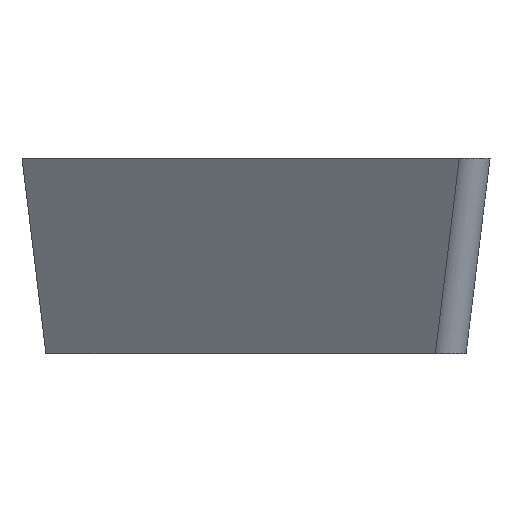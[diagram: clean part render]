
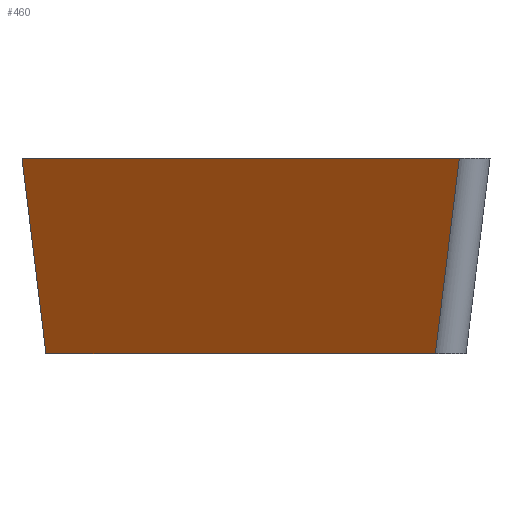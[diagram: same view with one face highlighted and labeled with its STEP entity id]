
A CAD part, left-side view. The second image highlights one B-rep face of the part: STEP entity #460.
In plain terms, the highlighted planar face has unit normal (-0.813, 0.569, -0.122).
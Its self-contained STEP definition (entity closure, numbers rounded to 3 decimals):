
#48=CARTESIAN_POINT('',(0.437,0.625,0.));
#62=DIRECTION('',(0.574,0.819,0.));
#63=VECTOR('',#62,10.865);
#64=CARTESIAN_POINT('',(0.437,0.625,0.));
#65=LINE('',#64,#63);
#154=DIRECTION('',(0.063,-0.122,-0.991));
#155=VECTOR('',#154,4.008);
#156=CARTESIAN_POINT('',(6.669,9.525,0.));
#157=LINE('',#156,#155);
#168=DIRECTION('',(-0.228,-0.119,0.966));
#169=VECTOR('',#168,4.108);
#170=CARTESIAN_POINT('',(1.374,1.112,-3.97));
#171=LINE('',#170,#169);
#183=CARTESIAN_POINT('',(1.374,1.112,-3.97));
#208=DIRECTION('',(0.574,0.819,0.));
#209=VECTOR('',#208,9.675);
#210=CARTESIAN_POINT('',(1.374,1.112,-3.97));
#211=LINE('',#210,#209);
#307=VERTEX_POINT('',#48);
#311=VERTEX_POINT('',#183);
#314=CARTESIAN_POINT('',(6.669,9.525,0.));
#315=VERTEX_POINT('',#314);
#318=CARTESIAN_POINT('',(6.923,9.038,-3.97));
#319=VERTEX_POINT('',#318);
#448=CARTESIAN_POINT('',(6.669,9.525,0.));
#449=DIRECTION('',(-0.813,0.569,-0.122));
#450=DIRECTION('',(0.574,0.819,0.));
#451=AXIS2_PLACEMENT_3D('',#448,#449,#450);
#452=PLANE('',#451);
#453=ORIENTED_EDGE('',*,*,#387,.F.);
#455=ORIENTED_EDGE('',*,*,#454,.T.);
#456=ORIENTED_EDGE('',*,*,#440,.F.);
#457=ORIENTED_EDGE('',*,*,#351,.F.);
#458=EDGE_LOOP('',(#453,#455,#456,#457));
#459=FACE_OUTER_BOUND('',#458,.F.);
#351=EDGE_CURVE('',#307,#315,#65,.T.);
#387=EDGE_CURVE('',#311,#307,#171,.T.);
#440=EDGE_CURVE('',#315,#319,#157,.T.);
#454=EDGE_CURVE('',#311,#319,#211,.T.);
#460=ADVANCED_FACE('',(#459),#452,.T.);
